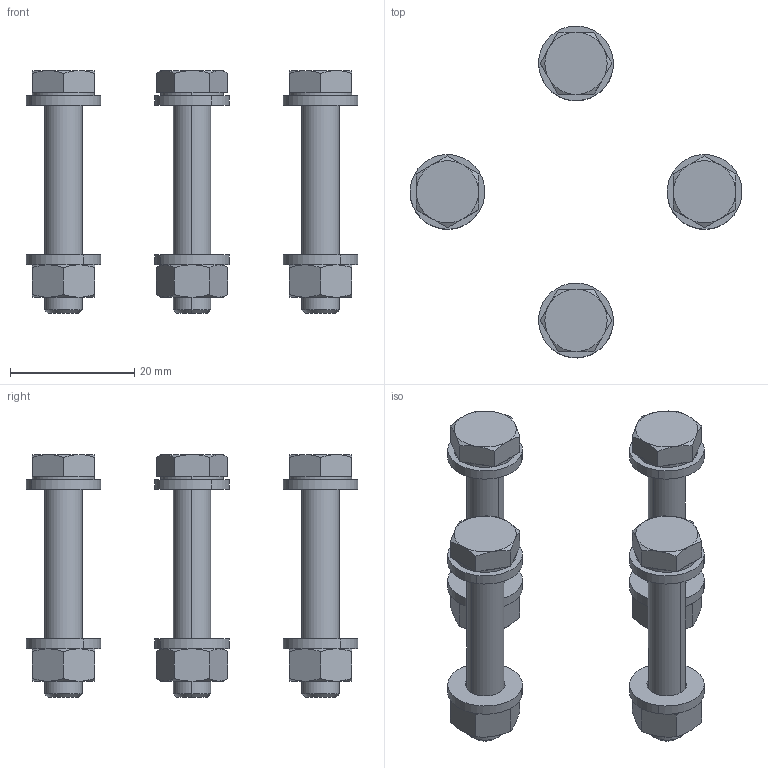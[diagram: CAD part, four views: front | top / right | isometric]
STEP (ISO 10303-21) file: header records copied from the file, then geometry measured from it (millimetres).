
FILE_DESCRIPTION (( 'STEP AP214' ), '1' );
FILE_NAME ('420BSC025-35.step', '2017-07-07T09:44:03', ( 'install' ), ( '' ), 'SwSTEP 2.0', 'SolidWorks 2015', '' );
FILE_SCHEMA (( 'AUTOMOTIVE_DESIGN' ));
Length unit declared in the file: millimetre
Products named in the file (1): 420BSC025-35
Bounding box: 53.29 x 53.29 x 39 mm (x, y, z)
Volume: 7721.2 mm3; surface area: 7386.1 mm2
Topology: 16 solids, 16 shells, 276 faces, 576 edges, 336 vertices
Faces by surface type: plane 108, cone 96, cylinder 64, torus 8
Entity records: 10921 total; most frequent: CARTESIAN_POINT 1909, DIRECTION 1234, ORIENTED_EDGE 1152, EDGE_CURVE 576, AXIS2_PLACEMENT_3D 525, VERTEX_POINT 336, EDGE_LOOP 304, UNCERTAINTY_MEASURE_WITH_UNIT 294
